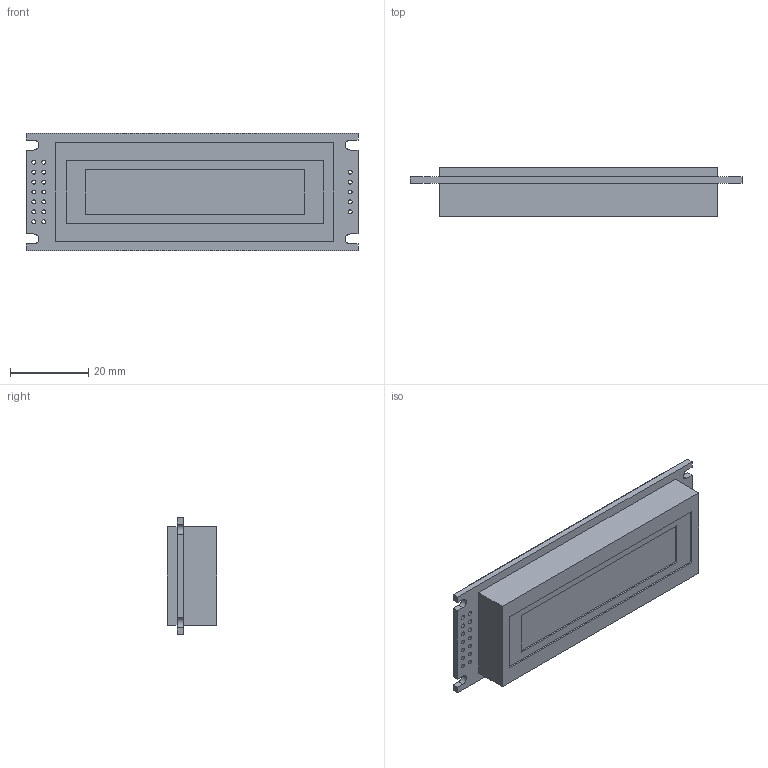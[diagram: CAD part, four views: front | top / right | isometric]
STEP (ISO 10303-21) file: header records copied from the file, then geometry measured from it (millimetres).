
FILE_DESCRIPTION(/* description */ (''),/* implementation_level */ '2;1');
FILE_NAME(/* name */ 'LCD Component.ipt.step',/* time_stamp */ '2020-04-16T23:11:39-04:00',/* author */ ('Hannah'),/* organization */ (''),/* preprocessor_version */ 'ST-DEVELOPER v17',/* originating_system */ 'Autodesk Inventor 2019',/* authorisation */ '');
FILE_SCHEMA (('AUTOMOTIVE_DESIGN { 1 0 10303 214 3 1 1 }'));
Length unit declared in the file: inch
Products named in the file (1): LCD Component
Bounding box: 85 x 12.74 x 30 mm (x, y, z)
Volume: 23145 mm3; surface area: 7806.3 mm2
Topology: 1 solids, 1 shells, 61 faces, 203 edges, 148 vertices
Faces by surface type: plane 38, cylinder 23
Full cylindrical faces by diameter (mm): 1 x19
Entity records: 2422 total; most frequent: CARTESIAN_POINT 413, DIRECTION 411, ORIENTED_EDGE 406, EDGE_CURVE 203, VERTEX_POINT 148, AXIS2_PLACEMENT_3D 146, LINE 119, VECTOR 119
